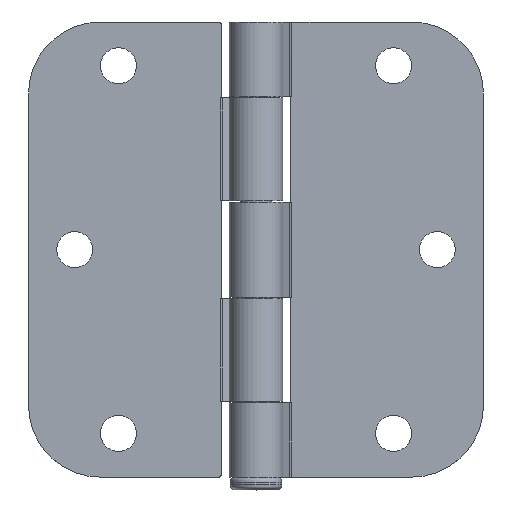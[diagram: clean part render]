
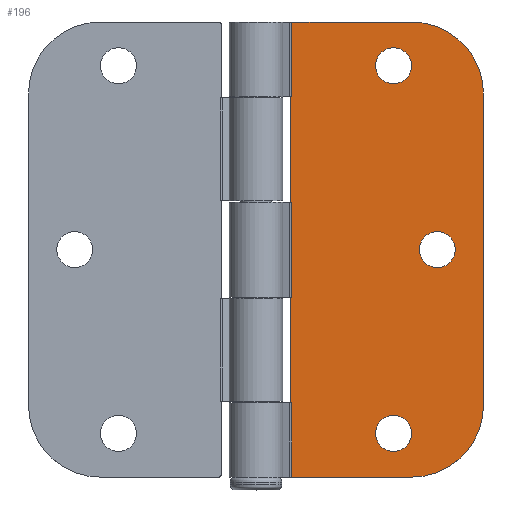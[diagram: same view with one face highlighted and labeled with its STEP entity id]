
A CAD part, top view. The second image highlights one B-rep face of the part: STEP entity #196.
In plain terms, the highlighted planar face has unit normal (0, 0, 1).
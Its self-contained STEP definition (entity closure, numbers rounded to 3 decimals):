
#73=B_SPLINE_CURVE_WITH_KNOTS('',1,(#2853,#2854),.UNSPECIFIED.,.F.,.F.,
(2,2),(-0.234,0.),.UNSPECIFIED.);
#75=B_SPLINE_CURVE_WITH_KNOTS('',1,(#2871,#2872,#2873),.UNSPECIFIED.,.F.,
 .F.,(2,1,2),(129.364,129.691,152.63),
 .UNSPECIFIED.);
#76=B_SPLINE_CURVE_WITH_KNOTS('',1,(#2874,#2875),.UNSPECIFIED.,.F.,.F.,
(2,2),(14.,74.5),.UNSPECIFIED.);
#77=B_SPLINE_CURVE_WITH_KNOTS('',1,(#2876,#2877,#2878),.UNSPECIFIED.,.F.,
 .F.,(2,1,2),(129.364,129.691,152.63),
 .UNSPECIFIED.);
#100=B_SPLINE_CURVE_WITH_KNOTS('',1,(#3076,#3077),.UNSPECIFIED.,.F.,.F.,
(2,2),(0.,0.234),.UNSPECIFIED.);
#101=B_SPLINE_CURVE_WITH_KNOTS('',1,(#3078,#3079),.UNSPECIFIED.,.F.,.F.,
(2,2),(53.44,74.),.UNSPECIFIED.);
#102=B_SPLINE_CURVE_WITH_KNOTS('',1,(#3080,#3081),.UNSPECIFIED.,.F.,.F.,
(2,2),(-0.234,0.),.UNSPECIFIED.);
#103=B_SPLINE_CURVE_WITH_KNOTS('',1,(#3082,#3083),.UNSPECIFIED.,.F.,.F.,
(2,2),(14.44,34.94),.UNSPECIFIED.);
#112=B_SPLINE_CURVE_WITH_KNOTS('',1,(#3114,#3115),.UNSPECIFIED.,.F.,.F.,
(2,2),(0.,0.234),.UNSPECIFIED.);
#113=B_SPLINE_CURVE_WITH_KNOTS('',1,(#3116,#3117),.UNSPECIFIED.,.F.,.F.,
(2,2),(0.,14.44),.UNSPECIFIED.);
#114=B_SPLINE_CURVE_WITH_KNOTS('',1,(#3118,#3119),.UNSPECIFIED.,.F.,.F.,
(2,2),(0.,18.5),.UNSPECIFIED.);
#115=B_SPLINE_CURVE_WITH_KNOTS('',1,(#3120,#3121),.UNSPECIFIED.,.F.,.F.,
(2,2),(0.,14.5),.UNSPECIFIED.);
#142=FACE_BOUND('',#378,.T.);
#143=FACE_BOUND('',#379,.T.);
#144=FACE_BOUND('',#380,.T.);
#196=ADVANCED_FACE('',(#283,#142,#143,#144),#1524,.T.);
#283=FACE_OUTER_BOUND('',#377,.T.);
#377=EDGE_LOOP('',(#670,#671,#672,#673,#674,#675,#676,#677,#678,#679,#680,
#681,#682,#683));
#378=EDGE_LOOP('',(#684,#685));
#379=EDGE_LOOP('',(#686,#687));
#380=EDGE_LOOP('',(#688,#689));
#670=ORIENTED_EDGE('',*,*,#1031,.F.);
#671=ORIENTED_EDGE('',*,*,#1083,.F.);
#672=ORIENTED_EDGE('',*,*,#1027,.T.);
#673=ORIENTED_EDGE('',*,*,#1065,.F.);
#674=ORIENTED_EDGE('',*,*,#1064,.T.);
#675=ORIENTED_EDGE('',*,*,#1082,.F.);
#676=ORIENTED_EDGE('',*,*,#1066,.T.);
#677=ORIENTED_EDGE('',*,*,#1067,.F.);
#678=ORIENTED_EDGE('',*,*,#1080,.T.);
#679=ORIENTED_EDGE('',*,*,#1081,.F.);
#680=ORIENTED_EDGE('',*,*,#1029,.T.);
#681=ORIENTED_EDGE('',*,*,#1117,.T.);
#682=ORIENTED_EDGE('',*,*,#1030,.T.);
#683=ORIENTED_EDGE('',*,*,#1119,.T.);
#684=ORIENTED_EDGE('',*,*,#1106,.T.);
#685=ORIENTED_EDGE('',*,*,#1122,.T.);
#686=ORIENTED_EDGE('',*,*,#1109,.T.);
#687=ORIENTED_EDGE('',*,*,#1125,.T.);
#688=ORIENTED_EDGE('',*,*,#1112,.T.);
#689=ORIENTED_EDGE('',*,*,#1128,.T.);
#1027=EDGE_CURVE('',#1461,#1445,#73,.T.);
#1029=EDGE_CURVE('',#1455,#1483,#75,.T.);
#1030=EDGE_CURVE('',#1485,#1484,#76,.T.);
#1031=EDGE_CURVE('',#1456,#1486,#77,.T.);
#1064=EDGE_CURVE('',#1446,#1462,#100,.T.);
#1065=EDGE_CURVE('',#1446,#1445,#101,.T.);
#1066=EDGE_CURVE('',#1463,#1447,#102,.T.);
#1067=EDGE_CURVE('',#1448,#1447,#103,.T.);
#1080=EDGE_CURVE('',#1448,#1464,#112,.T.);
#1081=EDGE_CURVE('',#1455,#1464,#113,.T.);
#1082=EDGE_CURVE('',#1463,#1462,#114,.T.);
#1083=EDGE_CURVE('',#1461,#1456,#115,.T.);
#1106=EDGE_CURVE('',#1477,#1492,#1233,.T.);
#1109=EDGE_CURVE('',#1479,#1494,#1235,.T.);
#1112=EDGE_CURVE('',#1481,#1496,#1237,.T.);
#1117=EDGE_CURVE('',#1483,#1485,#1239,.T.);
#1119=EDGE_CURVE('',#1484,#1486,#1241,.T.);
#1122=EDGE_CURVE('',#1492,#1477,#1243,.T.);
#1125=EDGE_CURVE('',#1494,#1479,#1245,.T.);
#1128=EDGE_CURVE('',#1496,#1481,#1247,.T.);
#1233=TRIMMED_CURVE($,#1325,(#3180),(#3181),.T.,.CARTESIAN.);
#1235=TRIMMED_CURVE($,#1327,(#3188),(#3189),.T.,.CARTESIAN.);
#1237=TRIMMED_CURVE($,#1329,(#3196),(#3197),.T.,.CARTESIAN.);
#1239=TRIMMED_CURVE($,#1331,(#3208),(#3209),.T.,.CARTESIAN.);
#1241=TRIMMED_CURVE($,#1333,(#3214),(#3215),.T.,.CARTESIAN.);
#1243=TRIMMED_CURVE($,#1335,(#3222),(#3223),.T.,.CARTESIAN.);
#1245=TRIMMED_CURVE($,#1337,(#3230),(#3231),.T.,.CARTESIAN.);
#1247=TRIMMED_CURVE($,#1339,(#3238),(#3239),.T.,.CARTESIAN.);
#1325=CIRCLE('',#1825,3.5);
#1327=CIRCLE('',#1827,3.5);
#1329=CIRCLE('',#1829,3.5);
#1331=CIRCLE('',#1831,14.);
#1333=CIRCLE('',#1833,14.);
#1335=CIRCLE('',#1835,3.5);
#1337=CIRCLE('',#1837,3.5);
#1339=CIRCLE('',#1839,3.5);
#1445=VERTEX_POINT('',#2761);
#1446=VERTEX_POINT('',#2762);
#1447=VERTEX_POINT('',#2763);
#1448=VERTEX_POINT('',#2764);
#1455=VERTEX_POINT('',#2771);
#1456=VERTEX_POINT('',#2772);
#1461=VERTEX_POINT('',#2777);
#1462=VERTEX_POINT('',#2778);
#1463=VERTEX_POINT('',#2779);
#1464=VERTEX_POINT('',#2780);
#1477=VERTEX_POINT('',#2793);
#1479=VERTEX_POINT('',#2795);
#1481=VERTEX_POINT('',#2797);
#1483=VERTEX_POINT('',#2799);
#1484=VERTEX_POINT('',#2800);
#1485=VERTEX_POINT('',#2801);
#1486=VERTEX_POINT('',#2802);
#1492=VERTEX_POINT('',#2808);
#1494=VERTEX_POINT('',#2810);
#1496=VERTEX_POINT('',#2812);
#1524=PLANE('',#1767);
#1767=AXIS2_PLACEMENT_3D('',#2703,#1994,$);
#1825=AXIS2_PLACEMENT_3D($,#3179,#2076,#2077);
#1827=AXIS2_PLACEMENT_3D($,#3187,#2080,#2081);
#1829=AXIS2_PLACEMENT_3D($,#3195,#2084,#2085);
#1831=AXIS2_PLACEMENT_3D($,#3207,#2088,#2089);
#1833=AXIS2_PLACEMENT_3D($,#3213,#2092,#2093);
#1835=AXIS2_PLACEMENT_3D($,#3221,#2096,#2097);
#1837=AXIS2_PLACEMENT_3D($,#3229,#2100,#2101);
#1839=AXIS2_PLACEMENT_3D($,#3237,#2104,#2105);
#1994=DIRECTION('',(0.,0.,1.));
#2076=DIRECTION('',(0.,0.,-1.));
#2077=DIRECTION('',(1.,0.,0.));
#2080=DIRECTION('',(0.,0.,-1.));
#2081=DIRECTION('',(1.,0.,0.));
#2084=DIRECTION('',(0.,0.,-1.));
#2085=DIRECTION('',(1.,0.,0.));
#2088=DIRECTION('',(0.,0.,1.));
#2089=DIRECTION('',(0.,-1.,0.));
#2092=DIRECTION('',(0.,0.,1.));
#2093=DIRECTION('',(1.,0.,0.));
#2096=DIRECTION('',(0.,0.,-1.));
#2097=DIRECTION('',(-1.,0.,0.));
#2100=DIRECTION('',(0.,0.,-1.));
#2101=DIRECTION('',(-1.,0.,0.));
#2104=DIRECTION('',(0.,0.,-1.));
#2105=DIRECTION('',(-1.,0.,0.));
#2703=CARTESIAN_POINT('',(6.826,0.,1.439));
#2761=CARTESIAN_POINT('',(6.826,74.,1.439));
#2762=CARTESIAN_POINT('',(6.826,53.44,1.439));
#2763=CARTESIAN_POINT('',(6.826,34.94,1.439));
#2764=CARTESIAN_POINT('',(6.826,14.44,1.439));
#2771=CARTESIAN_POINT('',(7.059,0.,1.439));
#2772=CARTESIAN_POINT('',(7.059,88.5,1.439));
#2777=CARTESIAN_POINT('',(7.059,74.,1.439));
#2778=CARTESIAN_POINT('',(7.059,53.44,1.439));
#2779=CARTESIAN_POINT('',(7.059,34.94,1.439));
#2780=CARTESIAN_POINT('',(7.059,14.44,1.439));
#2793=CARTESIAN_POINT('',(30.326,8.5,1.439));
#2795=CARTESIAN_POINT('',(38.826,44.25,1.439));
#2797=CARTESIAN_POINT('',(30.326,80.,1.439));
#2799=CARTESIAN_POINT('',(30.326,0.,1.439));
#2800=CARTESIAN_POINT('',(44.326,74.5,1.439));
#2801=CARTESIAN_POINT('',(44.326,14.,1.439));
#2802=CARTESIAN_POINT('',(30.326,88.5,1.439));
#2808=CARTESIAN_POINT('',(23.326,8.5,1.439));
#2810=CARTESIAN_POINT('',(31.826,44.25,1.439));
#2812=CARTESIAN_POINT('',(23.326,80.,1.439));
#2853=CARTESIAN_POINT('',(7.059,74.,1.439));
#2854=CARTESIAN_POINT('',(6.826,74.,1.439));
#2871=CARTESIAN_POINT('',(7.059,0.,1.439));
#2872=CARTESIAN_POINT('',(7.386,0.,1.439));
#2873=CARTESIAN_POINT('',(30.326,0.,1.439));
#2874=CARTESIAN_POINT('',(44.326,14.,1.439));
#2875=CARTESIAN_POINT('',(44.326,74.5,1.439));
#2876=CARTESIAN_POINT('',(7.059,88.5,1.439));
#2877=CARTESIAN_POINT('',(7.386,88.5,1.439));
#2878=CARTESIAN_POINT('',(30.326,88.5,1.439));
#3076=CARTESIAN_POINT('',(6.826,53.44,1.439));
#3077=CARTESIAN_POINT('',(7.059,53.44,1.439));
#3078=CARTESIAN_POINT('',(6.826,53.44,1.439));
#3079=CARTESIAN_POINT('',(6.826,74.,1.439));
#3080=CARTESIAN_POINT('',(7.059,34.94,1.439));
#3081=CARTESIAN_POINT('',(6.826,34.94,1.439));
#3082=CARTESIAN_POINT('',(6.826,14.44,1.439));
#3083=CARTESIAN_POINT('',(6.826,34.94,1.439));
#3114=CARTESIAN_POINT('',(6.826,14.44,1.439));
#3115=CARTESIAN_POINT('',(7.059,14.44,1.439));
#3116=CARTESIAN_POINT('',(7.059,0.,1.439));
#3117=CARTESIAN_POINT('',(7.059,14.44,1.439));
#3118=CARTESIAN_POINT('',(7.059,34.94,1.439));
#3119=CARTESIAN_POINT('',(7.059,53.44,1.439));
#3120=CARTESIAN_POINT('',(7.059,74.,1.439));
#3121=CARTESIAN_POINT('',(7.059,88.5,1.439));
#3179=CARTESIAN_POINT('',(26.826,8.5,1.439));
#3180=CARTESIAN_POINT('',(30.326,8.5,1.439));
#3181=CARTESIAN_POINT('',(23.326,8.5,1.439));
#3187=CARTESIAN_POINT('',(35.326,44.25,1.439));
#3188=CARTESIAN_POINT('',(38.826,44.25,1.439));
#3189=CARTESIAN_POINT('',(31.826,44.25,1.439));
#3195=CARTESIAN_POINT('',(26.826,80.,1.439));
#3196=CARTESIAN_POINT('',(30.326,80.,1.439));
#3197=CARTESIAN_POINT('',(23.326,80.,1.439));
#3207=CARTESIAN_POINT('',(30.326,14.,1.439));
#3208=CARTESIAN_POINT('',(30.326,0.,1.439));
#3209=CARTESIAN_POINT('',(44.326,14.,1.439));
#3213=CARTESIAN_POINT('',(30.326,74.5,1.439));
#3214=CARTESIAN_POINT('',(44.326,74.5,1.439));
#3215=CARTESIAN_POINT('',(30.326,88.5,1.439));
#3221=CARTESIAN_POINT('',(26.826,8.5,1.439));
#3222=CARTESIAN_POINT('',(23.326,8.5,1.439));
#3223=CARTESIAN_POINT('',(30.326,8.5,1.439));
#3229=CARTESIAN_POINT('',(35.326,44.25,1.439));
#3230=CARTESIAN_POINT('',(31.826,44.25,1.439));
#3231=CARTESIAN_POINT('',(38.826,44.25,1.439));
#3237=CARTESIAN_POINT('',(26.826,80.,1.439));
#3238=CARTESIAN_POINT('',(23.326,80.,1.439));
#3239=CARTESIAN_POINT('',(30.326,80.,1.439));
